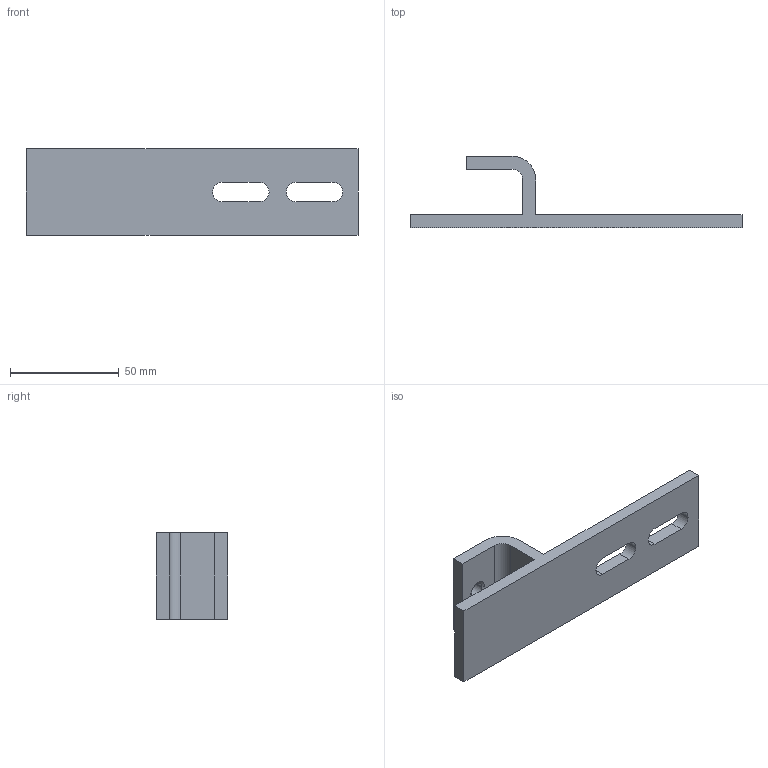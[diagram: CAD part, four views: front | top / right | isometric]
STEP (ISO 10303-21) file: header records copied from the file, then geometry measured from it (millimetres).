
FILE_DESCRIPTION((''),'2;1');
FILE_NAME('6003884_ORG','2012-11-19T',('AndreasKeweloh'),(''),'PRO/ENGINEER BY PARAMETRIC TECHNOLOGY CORPORATION, 2012230','PRO/ENGINEER BY PARAMETRIC TECHNOLOGY CORPORATION, 2012230','');
FILE_SCHEMA(('CONFIG_CONTROL_DESIGN'));
Length unit declared in the file: millimetre
Products named in the file (1): 6003884_ORG
Bounding box: 153 x 33 x 40 mm (x, y, z)
Volume: 45780.1 mm3; surface area: 19032.8 mm2
Topology: 1 solids, 1 shells, 32 faces, 86 edges, 56 vertices
Faces by surface type: plane 16, cylinder 12, cone 4
Entity records: 1056 total; most frequent: DIRECTION 178, CARTESIAN_POINT 174, ORIENTED_EDGE 172, EDGE_CURVE 86, AXIS2_PLACEMENT_3D 60, VECTOR 58, LINE 58, VERTEX_POINT 56
